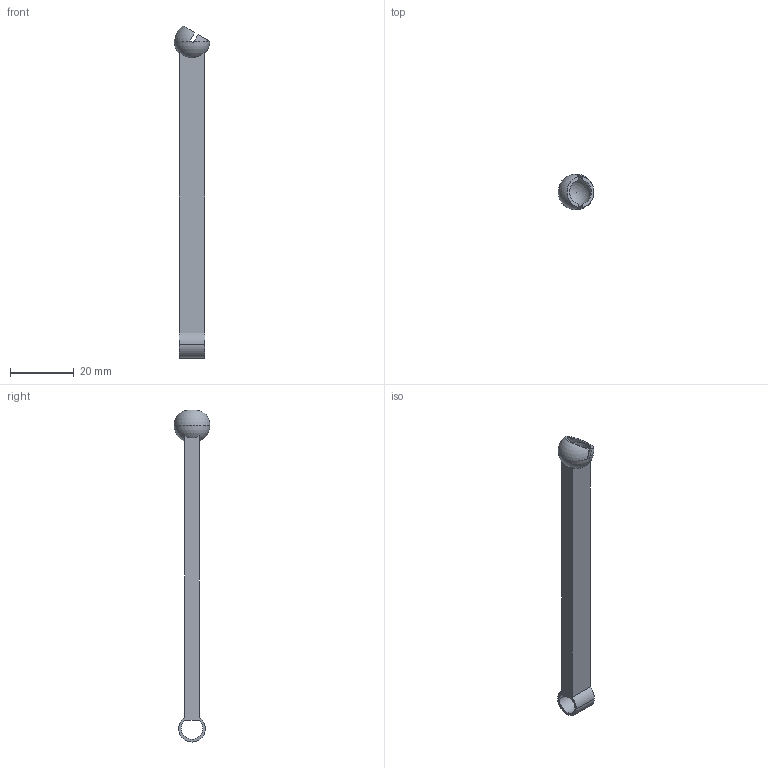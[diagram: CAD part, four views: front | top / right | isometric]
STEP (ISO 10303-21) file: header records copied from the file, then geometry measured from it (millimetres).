
FILE_DESCRIPTION (( 'STEP AP214' ), '1' );
FILE_NAME ('ｱﾛ-ﾏﾂSLDPRT.ST', '2023-11-02T12:31:38', ( '' ), ( '' ), 'SwSTEP 2.0', 'SolidWorks 2022', '' );
FILE_SCHEMA (( 'AUTOMOTIVE_DESIGN' ));
Length unit declared in the file: millimetre
Products named in the file (1): 臂-下SLDPRT
Bounding box: 11.2 x 11.19 x 104.08 mm (x, y, z)
Volume: 3459.5 mm3; surface area: 3061.5 mm2
Topology: 1 solids, 1 shells, 25 faces, 71 edges, 47 vertices
Faces by surface type: plane 13, sphere 6, cylinder 6
Entity records: 842 total; most frequent: DIRECTION 162, CARTESIAN_POINT 136, ORIENTED_EDGE 132, AXIS2_PLACEMENT_3D 70, EDGE_CURVE 66, CIRCLE 44, VERTEX_POINT 44, EDGE_LOOP 28
